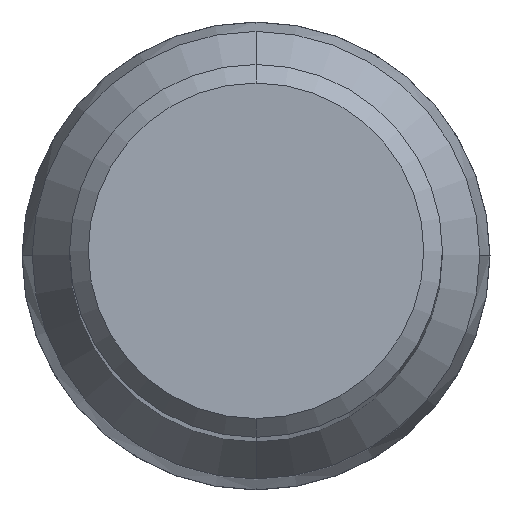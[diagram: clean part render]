
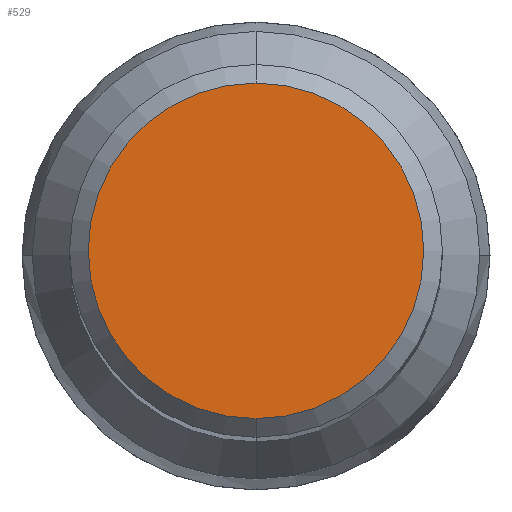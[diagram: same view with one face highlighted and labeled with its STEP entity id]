
A CAD part, top view. The second image highlights one B-rep face of the part: STEP entity #529.
In plain terms, the highlighted planar face has unit normal (0, 0, 1).
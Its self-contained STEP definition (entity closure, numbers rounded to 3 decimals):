
#445=VERTEX_POINT('',#960);
#461=VERTEX_POINT('',#977);
#529=ADVANCED_FACE('',(#1050),#1051,.T.);
#563=EDGE_CURVE('',#445,#461,#1089,.T.);
#599=EDGE_CURVE('',#461,#445,#1126,.T.);
#960=CARTESIAN_POINT('',(0.0,9.0,0.0));
#977=CARTESIAN_POINT('',(0.,-9.0,0.0));
#1050=FACE_OUTER_BOUND('',#1756,.T.);
#1051=PLANE('',#1757);
#1089=CIRCLE('',#1807,9.0);
#1126=CIRCLE('',#1889,9.0);
#1756=EDGE_LOOP('',(#2597,#2598));
#1757=AXIS2_PLACEMENT_3D('',#2599,#2600,#2601);
#1807=AXIS2_PLACEMENT_3D('',#2655,#2656,#2657);
#1889=AXIS2_PLACEMENT_3D('',#2693,#2694,#2695);
#2597=ORIENTED_EDGE('',*,*,#563,.F.);
#2598=ORIENTED_EDGE('',*,*,#599,.F.);
#2599=CARTESIAN_POINT('',(0.0,4.5,0.0));
#2600=DIRECTION('',(-0.0,0.0,1.0));
#2601=DIRECTION('',(0.0,-1.0,0.0));
#2655=CARTESIAN_POINT('',(0.0,0.0,0.0));
#2656=DIRECTION('',(0.0,0.0,-1.0));
#2657=DIRECTION('',(0.0,1.0,0.0));
#2693=CARTESIAN_POINT('',(0.0,0.0,0.0));
#2694=DIRECTION('',(0.0,0.0,-1.0));
#2695=DIRECTION('',(0.0,1.0,0.0));
